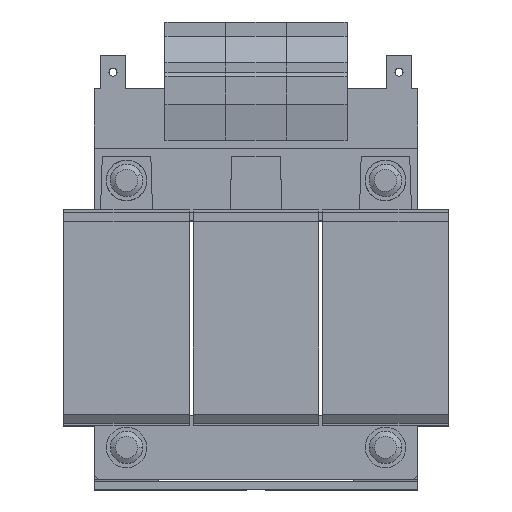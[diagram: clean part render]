
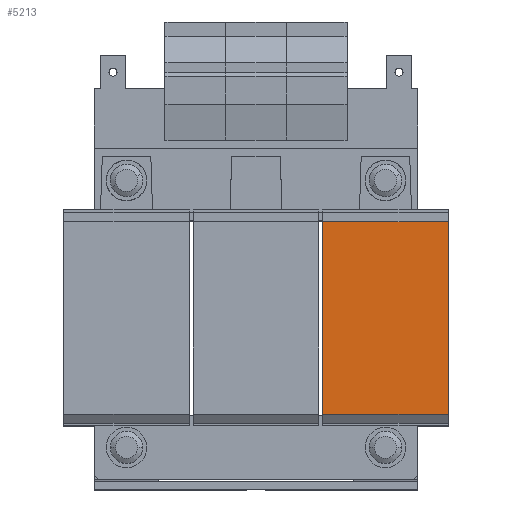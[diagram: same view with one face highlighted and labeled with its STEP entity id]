
A CAD part, top view. The second image highlights one B-rep face of the part: STEP entity #5213.
In plain terms, the highlighted planar face has unit normal (0, 0, 1).
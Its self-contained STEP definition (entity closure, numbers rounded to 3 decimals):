
#371 = VECTOR ( 'NONE', #12496, 1000. ) ;
#398 = CARTESIAN_POINT ( 'NONE',  ( 47.5, 22.8, 18.35 ) ) ;
#630 = LINE ( 'NONE', #6099, #8962 ) ;
#2399 = EDGE_CURVE ( 'Defeature ausgef�hrt2_208+Defeature ausgef�hrt2_233+Defeature ausgef�hrt2_234+Defeature ausgef�hrt2_232', #10751, #5791, #10307, .T. ) ;
#3135 = CARTESIAN_POINT ( 'NONE',  ( 16.5, -24.8, 18.35 ) ) ;
#3346 = DIRECTION ( 'NONE',  ( 0., -1., 0. ) ) ;
#3385 = VERTEX_POINT ( 'NONE', #7130 ) ;
#4035 = DIRECTION ( 'NONE',  ( 1., 0., 0. ) ) ;
#4083 = CARTESIAN_POINT ( 'NONE',  ( 16.5, -24.8, 18.35 ) ) ;
#4567 = CARTESIAN_POINT ( 'NONE',  ( 16.5, 22.8, 18.35 ) ) ;
#5213 = ADVANCED_FACE ( 'Defeature ausgef�hrt2_233', ( #6659 ), #12491, .F. ) ;
#5791 = VERTEX_POINT ( 'NONE', #4567 ) ;
#5853 = EDGE_LOOP ( 'NONE', ( #7187, #13418, #9892, #5860 ) ) ;
#5860 = ORIENTED_EDGE ( 'NONE', *, *, #12458, .T. ) ;
#6088 = EDGE_CURVE ( 'Defeature ausgef�hrt2_232+Defeature ausgef�hrt2_233+Defeature ausgef�hrt2_208+Defeature ausgef�hrt2_207', #5791, #14298, #630, .T. ) ;
#6099 = CARTESIAN_POINT ( 'NONE',  ( 16.5, 22.8, 18.35 ) ) ;
#6308 = LINE ( 'NONE', #4083, #14216 ) ;
#6365 = CARTESIAN_POINT ( 'NONE',  ( 16.5, -24.8, 18.35 ) ) ;
#6501 = DIRECTION ( 'NONE',  ( 0., 1., 0. ) ) ;
#6659 = FACE_OUTER_BOUND ( 'NONE', #5853, .T. ) ;
#6663 = DIRECTION ( 'NONE',  ( 0., 0., -1. ) ) ;
#7097 = VECTOR ( 'NONE', #6501, 1000. ) ;
#7130 = CARTESIAN_POINT ( 'NONE',  ( 47.5, -24.8, 18.35 ) ) ;
#7187 = ORIENTED_EDGE ( 'NONE', *, *, #14553, .T. ) ;
#7270 = LINE ( 'NONE', #13610, #371 ) ;
#8346 = DIRECTION ( 'NONE',  ( 1., 0., 0. ) ) ;
#8962 = VECTOR ( 'NONE', #8346, 1000. ) ;
#9892 = ORIENTED_EDGE ( 'NONE', *, *, #2399, .F. ) ;
#10307 = LINE ( 'NONE', #3135, #7097 ) ;
#10751 = VERTEX_POINT ( 'NONE', #6365 ) ;
#12344 = CARTESIAN_POINT ( 'NONE',  ( 16.5, -24.8, 18.35 ) ) ;
#12458 = EDGE_CURVE ( 'Defeature ausgef�hrt2_233+Defeature ausgef�hrt2_234+Defeature ausgef�hrt2_208+Defeature ausgef�hrt2_207', #10751, #3385, #6308, .T. ) ;
#12491 = PLANE ( 'NONE',  #12985 ) ;
#12496 = DIRECTION ( 'NONE',  ( 0., 1., 0. ) ) ;
#12985 = AXIS2_PLACEMENT_3D ( 'NONE', #12344, #6663, #3346 ) ;
#13418 = ORIENTED_EDGE ( 'NONE', *, *, #6088, .F. ) ;
#13610 = CARTESIAN_POINT ( 'NONE',  ( 47.5, -24.8, 18.35 ) ) ;
#14216 = VECTOR ( 'NONE', #4035, 1000. ) ;
#14298 = VERTEX_POINT ( 'NONE', #398 ) ;
#14553 = EDGE_CURVE ( 'Defeature ausgef�hrt2_233+Defeature ausgef�hrt2_207+Defeature ausgef�hrt2_234+Defeature ausgef�hrt2_232', #3385, #14298, #7270, .T. ) ;
